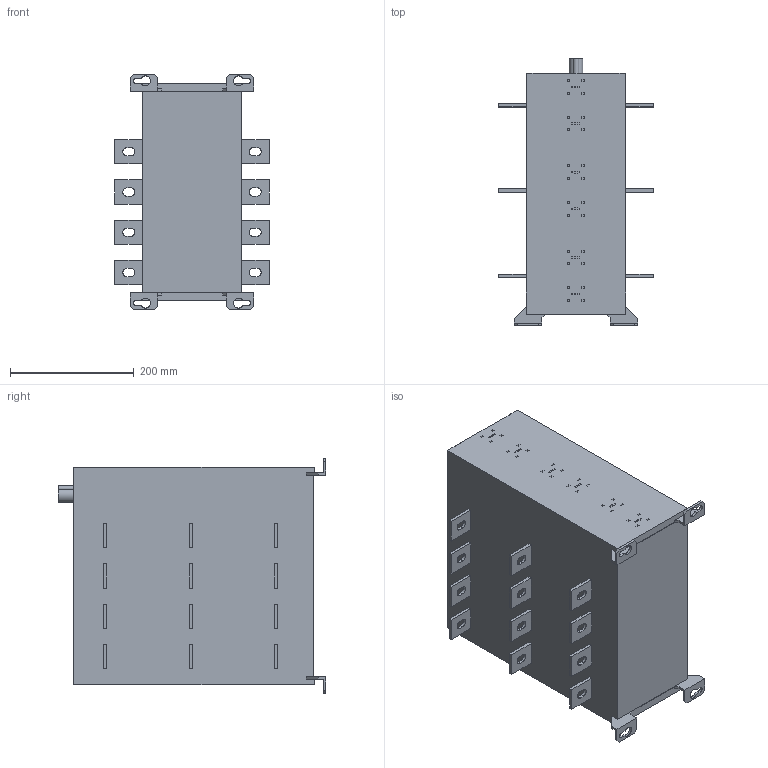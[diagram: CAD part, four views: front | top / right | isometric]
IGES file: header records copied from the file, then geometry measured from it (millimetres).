
Global section: file name: OT630-800E04Y_palikka.igs; preprocessor: I-DEAS 3D IGES Translator 11; date: 20110627.154619; units: millimetre
Bounding box: 250 x 432 x 380 mm (x, y, z)
Volume: 21972651.2 mm3; surface area: 626181.1 mm2
Topology: 1 solids, 1 shells, 766 faces, 1938 edges, 1292 vertices
Faces by surface type: bspline 766
